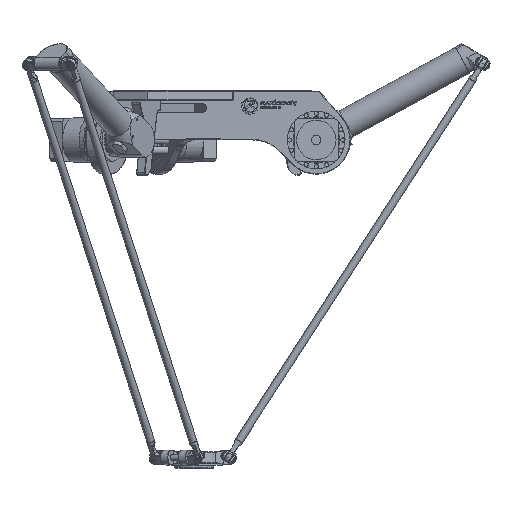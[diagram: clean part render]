
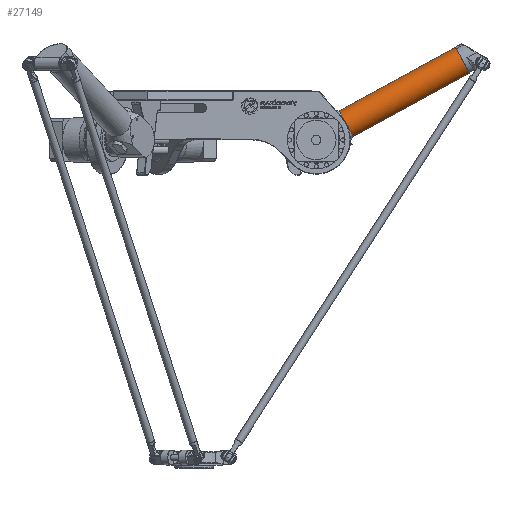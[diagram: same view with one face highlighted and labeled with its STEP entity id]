
A CAD part, front view. The second image highlights one B-rep face of the part: STEP entity #27149.
In plain terms, the highlighted cylindrical face has radius 30 mm (diameter 60 mm), a full revolution.
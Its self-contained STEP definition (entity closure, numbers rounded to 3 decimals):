
#771=FACE_BOUND('',#5573,.T.);
#1772=CIRCLE('',#29569,30.);
#1806=CIRCLE('',#29637,30.);
#1807=CIRCLE('',#29638,30.);
#2481=CYLINDRICAL_SURFACE('',#29636,30.);
#3716=FACE_OUTER_BOUND('',#5572,.T.);
#5572=EDGE_LOOP('',(#22542));
#5573=EDGE_LOOP('',(#22543,#22544));
#12739=VERTEX_POINT('',#50741);
#12773=VERTEX_POINT('',#50847);
#12774=VERTEX_POINT('',#50848);
#16116=EDGE_CURVE('',#12739,#12739,#1772,.T.);
#16154=EDGE_CURVE('',#12773,#12774,#1806,.T.);
#16155=EDGE_CURVE('',#12774,#12773,#1807,.T.);
#22542=ORIENTED_EDGE('',*,*,#16116,.T.);
#22543=ORIENTED_EDGE('',*,*,#16154,.T.);
#22544=ORIENTED_EDGE('',*,*,#16155,.T.);
#27149=ADVANCED_FACE('',(#3716,#771),#2481,.T.);
#29569=AXIS2_PLACEMENT_3D('',#50742,#35811,#35812);
#29636=AXIS2_PLACEMENT_3D('',#50846,#35949,#35950);
#29637=AXIS2_PLACEMENT_3D('',#50849,#35951,#35952);
#29638=AXIS2_PLACEMENT_3D('',#50850,#35953,#35954);
#35811=DIRECTION('center_axis',(0.,0.,-1.));
#35812=DIRECTION('ref_axis',(-1.,0.,0.));
#35949=DIRECTION('center_axis',(0.,0.,1.));
#35950=DIRECTION('ref_axis',(-1.,0.,0.));
#35951=DIRECTION('center_axis',(0.,0.,1.));
#35952=DIRECTION('ref_axis',(-1.,0.,0.));
#35953=DIRECTION('center_axis',(0.,0.,1.));
#35954=DIRECTION('ref_axis',(-1.,0.,0.));
#50741=CARTESIAN_POINT('',(0.,-30.,201.069));
#50742=CARTESIAN_POINT('Origin',(0.,0.,201.069));
#50846=CARTESIAN_POINT('Origin',(0.,0.,0.));
#50847=CARTESIAN_POINT('',(-30.,0.,-70.));
#50848=CARTESIAN_POINT('',(30.,0.,-70.));
#50849=CARTESIAN_POINT('Origin',(0.,0.,-70.));
#50850=CARTESIAN_POINT('Origin',(0.,0.,-70.));
